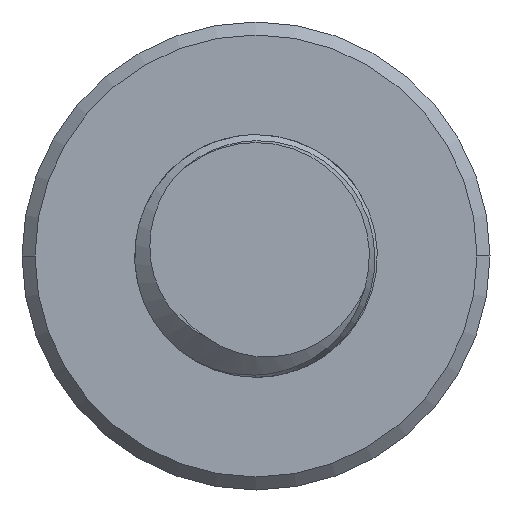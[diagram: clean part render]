
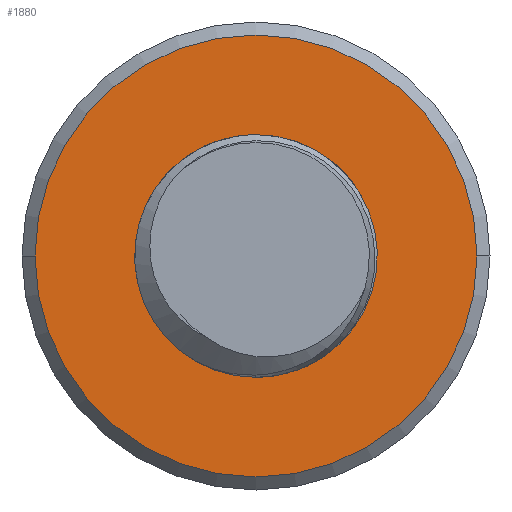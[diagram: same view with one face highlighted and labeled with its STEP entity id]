
A CAD part, front view. The second image highlights one B-rep face of the part: STEP entity #1880.
In plain terms, the highlighted planar face has unit normal (0, -1, 0).
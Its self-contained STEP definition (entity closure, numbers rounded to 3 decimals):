
#20 = VERTEX_POINT ( 'NONE', #1208 ) ;
#74 = CARTESIAN_POINT ( 'NONE',  ( 3.962, 0., 0.7 ) ) ;
#99 = CIRCLE ( 'NONE', #639, 2.55 ) ;
#121 = EDGE_LOOP ( 'NONE', ( #393, #2653 ) ) ;
#135 = CARTESIAN_POINT ( 'NONE',  ( 2.75, 0., 1.4 ) ) ;
#174 = CARTESIAN_POINT ( 'NONE',  ( 4.021, 0., 0.575 ) ) ;
#182 = CARTESIAN_POINT ( 'NONE',  ( 4.06, 0., 0.444 ) ) ;
#199 = CARTESIAN_POINT ( 'NONE',  ( 4.099, 0., 0.172 ) ) ;
#207 = CARTESIAN_POINT ( 'NONE',  ( 4.1, 0., 0.035 ) ) ;
#212 = CARTESIAN_POINT ( 'NONE',  ( 4.035, 0., -0.372 ) ) ;
#219 = CARTESIAN_POINT ( 'NONE',  ( 3.903, 0., -0.626 ) ) ;
#221 = CARTESIAN_POINT ( 'NONE',  ( 2.613, 0., 1.388 ) ) ;
#229 = CARTESIAN_POINT ( 'NONE',  ( 3.608, 0., -0.913 ) ) ;
#236 = CARTESIAN_POINT ( 'NONE',  ( 3.495, 0., -0.992 ) ) ;
#246 = CARTESIAN_POINT ( 'NONE',  ( 3.247, 0., -1.111 ) ) ;
#259 = CARTESIAN_POINT ( 'NONE',  ( 3.114, 0., -1.148 ) ) ;
#279 = AXIS2_PLACEMENT_3D ( 'NONE', #2282, #2274, #2263 ) ;
#374 = CARTESIAN_POINT ( 'NONE',  ( 2.84, 0., -1.174 ) ) ;
#386 = CARTESIAN_POINT ( 'NONE',  ( 2.703, 0., -1.162 ) ) ;
#391 = CIRCLE ( 'NONE', #1481, 1.4 ) ;
#393 = ORIENTED_EDGE ( 'NONE', *, *, #1474, .F. ) ;
#397 = CARTESIAN_POINT ( 'NONE',  ( 2.437, 0., -1.091 ) ) ;
#417 = DIRECTION ( 'NONE',  ( -1., 0., 0. ) ) ;
#425 = DIRECTION ( 'NONE',  ( 0., 1., 0. ) ) ;
#453 = CARTESIAN_POINT ( 'NONE',  ( 2.75, 0., 0. ) ) ;
#470 = CARTESIAN_POINT ( 'NONE',  ( 2.2, 0., -0.953 ) ) ;
#563 = EDGE_LOOP ( 'NONE', ( #1253, #1960, #922 ) ) ;
#621 = CARTESIAN_POINT ( 'NONE',  ( 2.313, 0., -1.033 ) ) ;
#639 = AXIS2_PLACEMENT_3D ( 'NONE', #1366, #1548, #1896 ) ;
#651 = DIRECTION ( 'NONE',  ( 0., 0., 1. ) ) ;
#657 = DIRECTION ( 'NONE',  ( 0., -1., 0. ) ) ;
#667 = CARTESIAN_POINT ( 'NONE',  ( 2.75, 0., 0. ) ) ;
#896 = CARTESIAN_POINT ( 'NONE',  ( 1.574, 0., -0.258 ) ) ;
#922 = ORIENTED_EDGE ( 'NONE', *, *, #1575, .F. ) ;
#957 = FACE_BOUND ( 'NONE', #563, .T. ) ;
#962 = CARTESIAN_POINT ( 'NONE',  ( 1.687, 0., -0.506 ) ) ;
#1145 = CARTESIAN_POINT ( 'NONE',  ( 1.767, 0., -0.621 ) ) ;
#1167 = VERTEX_POINT ( 'NONE', #1349 ) ;
#1180 = CARTESIAN_POINT ( 'NONE',  ( 0.2, 0., 0. ) ) ;
#1207 = EDGE_CURVE ( 'NONE', #2190, #2478, #99, .T. ) ;
#1208 = CARTESIAN_POINT ( 'NONE',  ( 2.2, 0., -0.953 ) ) ;
#1253 = ORIENTED_EDGE ( 'NONE', *, *, #1435, .F. ) ;
#1349 = CARTESIAN_POINT ( 'NONE',  ( 3.962, 0., 0.7 ) ) ;
#1366 = CARTESIAN_POINT ( 'NONE',  ( 2.75, 0., 0. ) ) ;
#1429 = CIRCLE ( 'NONE', #2296, 2.55 ) ;
#1435 = EDGE_CURVE ( 'NONE', #1167, #1594, #391, .T. ) ;
#1474 = EDGE_CURVE ( 'NONE', #2478, #2190, #1429, .T. ) ;
#1481 = AXIS2_PLACEMENT_3D ( 'NONE', #667, #657, #651 ) ;
#1490 = EDGE_CURVE ( 'NONE', #20, #1167, #1913, .T. ) ;
#1548 = DIRECTION ( 'NONE',  ( 0., 1., 0. ) ) ;
#1575 = EDGE_CURVE ( 'NONE', #1594, #20, #2265, .T. ) ;
#1588 = CARTESIAN_POINT ( 'NONE',  ( 5.3, 0., 0. ) ) ;
#1594 = VERTEX_POINT ( 'NONE', #2034 ) ;
#1880 = ADVANCED_FACE ( 'NONE', ( #957, #2610 ), #2289, .F. ) ;
#1896 = DIRECTION ( 'NONE',  ( -1., 0., 0. ) ) ;
#1913 = B_SPLINE_CURVE_WITH_KNOTS ( 'NONE', 3,
 ( #470, #621, #397, #386, #374, #259, #246, #236, #229, #219, #212, #207, #199, #182, #174, #74 ),
 .UNSPECIFIED., .F., .F.,
 ( 4, 2, 2, 2, 2, 2, 2, 4 ),
 ( 0., 0., 0.001, 0.001, 0.002, 0.002, 0.003, 0.003 ),
 .UNSPECIFIED. ) ;
#1960 = ORIENTED_EDGE ( 'NONE', *, *, #1490, .F. ) ;
#2034 = CARTESIAN_POINT ( 'NONE',  ( 2.75, 0., 1.4 ) ) ;
#2174 = CARTESIAN_POINT ( 'NONE',  ( 2.48, 0., 1.357 ) ) ;
#2183 = CARTESIAN_POINT ( 'NONE',  ( 2.224, 0., 1.255 ) ) ;
#2190 = VERTEX_POINT ( 'NONE', #1588 ) ;
#2192 = CARTESIAN_POINT ( 'NONE',  ( 2.106, 0., 1.186 ) ) ;
#2201 = CARTESIAN_POINT ( 'NONE',  ( 1.786, 0., 0.928 ) ) ;
#2211 = CARTESIAN_POINT ( 'NONE',  ( 1.631, 0., 0.685 ) ) ;
#2220 = CARTESIAN_POINT ( 'NONE',  ( 1.531, 0., 0.289 ) ) ;
#2226 = CARTESIAN_POINT ( 'NONE',  ( 1.519, 0., 0.15 ) ) ;
#2237 = CARTESIAN_POINT ( 'NONE',  ( 1.539, 0., -0.122 ) ) ;
#2263 = DIRECTION ( 'NONE',  ( -1., 0., 0. ) ) ;
#2265 = B_SPLINE_CURVE_WITH_KNOTS ( 'NONE', 3,
 ( #135, #221, #2174, #2183, #2192, #2201, #2211, #2220, #2226, #2237, #896, #962, #1145, #2338, #2349, #2358 ),
 .UNSPECIFIED., .F., .F.,
 ( 4, 2, 2, 2, 2, 2, 2, 4 ),
 ( 0., 0., 0.001, 0.002, 0.002, 0.002, 0.003, 0.003 ),
 .UNSPECIFIED. ) ;
#2274 = DIRECTION ( 'NONE',  ( 0., 1., 0. ) ) ;
#2282 = CARTESIAN_POINT ( 'NONE',  ( 0., 0., 0. ) ) ;
#2289 = PLANE ( 'NONE',  #279 ) ;
#2296 = AXIS2_PLACEMENT_3D ( 'NONE', #453, #425, #417 ) ;
#2338 = CARTESIAN_POINT ( 'NONE',  ( 1.959, 0., -0.815 ) ) ;
#2349 = CARTESIAN_POINT ( 'NONE',  ( 2.074, 0., -0.895 ) ) ;
#2358 = CARTESIAN_POINT ( 'NONE',  ( 2.2, 0., -0.953 ) ) ;
#2478 = VERTEX_POINT ( 'NONE', #1180 ) ;
#2610 = FACE_OUTER_BOUND ( 'NONE', #121, .T. ) ;
#2653 = ORIENTED_EDGE ( 'NONE', *, *, #1207, .F. ) ;
